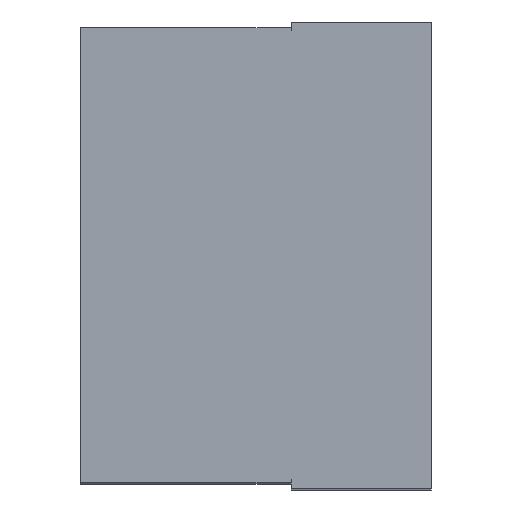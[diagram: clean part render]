
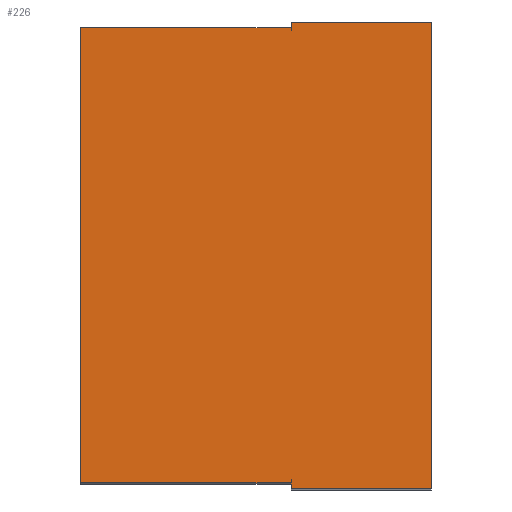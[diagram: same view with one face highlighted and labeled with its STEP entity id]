
A CAD part, top view. The second image highlights one B-rep face of the part: STEP entity #226.
In plain terms, the highlighted planar face has unit normal (0, 0, 1).
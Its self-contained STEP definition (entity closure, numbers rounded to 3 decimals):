
#20=FACE_OUTER_BOUND('',#32,.T.);
#32=EDGE_LOOP('',(#179,#180,#181,#182,#183,#184,#185,#186));
#48=LINE('',#325,#78);
#51=LINE('',#330,#81);
#53=LINE('',#334,#83);
#54=LINE('',#337,#84);
#57=LINE('',#342,#87);
#60=LINE('',#348,#90);
#61=LINE('',#350,#91);
#62=LINE('',#351,#92);
#78=VECTOR('',#262,10.);
#81=VECTOR('',#267,10.);
#83=VECTOR('',#271,10.);
#84=VECTOR('',#274,10.);
#87=VECTOR('',#277,10.);
#90=VECTOR('',#282,10.);
#91=VECTOR('',#283,10.);
#92=VECTOR('',#284,10.);
#107=VERTEX_POINT('',#322);
#108=VERTEX_POINT('',#324);
#109=VERTEX_POINT('',#328);
#110=VERTEX_POINT('',#332);
#111=VERTEX_POINT('',#336);
#113=VERTEX_POINT('',#340);
#115=VERTEX_POINT('',#347);
#116=VERTEX_POINT('',#349);
#128=EDGE_CURVE('',#107,#108,#48,.T.);
#131=EDGE_CURVE('',#109,#107,#51,.T.);
#133=EDGE_CURVE('',#110,#109,#53,.T.);
#134=EDGE_CURVE('',#108,#111,#54,.T.);
#137=EDGE_CURVE('',#113,#110,#57,.T.);
#140=EDGE_CURVE('',#115,#113,#60,.T.);
#141=EDGE_CURVE('',#116,#115,#61,.T.);
#142=EDGE_CURVE('',#111,#116,#62,.T.);
#179=ORIENTED_EDGE('',*,*,#137,.F.);
#180=ORIENTED_EDGE('',*,*,#140,.F.);
#181=ORIENTED_EDGE('',*,*,#141,.F.);
#182=ORIENTED_EDGE('',*,*,#142,.F.);
#183=ORIENTED_EDGE('',*,*,#134,.F.);
#184=ORIENTED_EDGE('',*,*,#128,.F.);
#185=ORIENTED_EDGE('',*,*,#131,.F.);
#186=ORIENTED_EDGE('',*,*,#133,.F.);
#214=PLANE('',#240);
#226=ADVANCED_FACE('',(#20),#214,.F.);
#240=AXIS2_PLACEMENT_3D('',#346,#280,#281);
#262=DIRECTION('',(-1.,0.,0.));
#267=DIRECTION('',(0.,-1.,0.));
#271=DIRECTION('',(1.,0.,0.));
#274=DIRECTION('',(0.,1.,0.));
#277=DIRECTION('',(0.,1.,0.));
#280=DIRECTION('center_axis',(0.,0.,-1.));
#281=DIRECTION('ref_axis',(-1.,0.,0.));
#282=DIRECTION('',(1.,0.,0.));
#283=DIRECTION('',(0.,1.,0.));
#284=DIRECTION('',(-1.,0.,0.));
#322=CARTESIAN_POINT('',(125.369,-26.953,19.79));
#324=CARTESIAN_POINT('',(122.969,-26.953,19.79));
#325=CARTESIAN_POINT('',(122.969,-26.953,19.79));
#328=CARTESIAN_POINT('',(125.369,-18.953,19.79));
#330=CARTESIAN_POINT('',(125.369,-20.953,19.79));
#332=CARTESIAN_POINT('',(122.969,-18.953,19.79));
#334=CARTESIAN_POINT('',(122.969,-18.953,19.79));
#336=CARTESIAN_POINT('',(122.969,-26.853,19.79));
#337=CARTESIAN_POINT('',(122.969,-20.953,19.79));
#340=CARTESIAN_POINT('',(122.969,-19.053,19.79));
#342=CARTESIAN_POINT('',(122.969,-20.953,19.79));
#346=CARTESIAN_POINT('Origin',(122.969,-18.953,19.79));
#347=CARTESIAN_POINT('',(119.369,-19.053,19.79));
#348=CARTESIAN_POINT('',(122.969,-19.053,19.79));
#349=CARTESIAN_POINT('',(119.369,-26.853,19.79));
#350=CARTESIAN_POINT('',(119.369,-20.953,19.79));
#351=CARTESIAN_POINT('',(122.969,-26.853,19.79));
